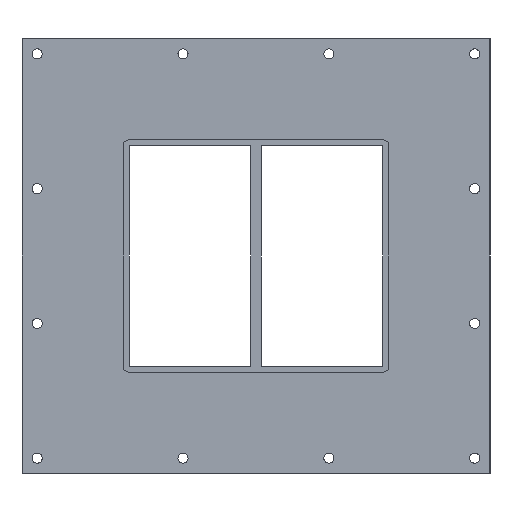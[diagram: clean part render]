
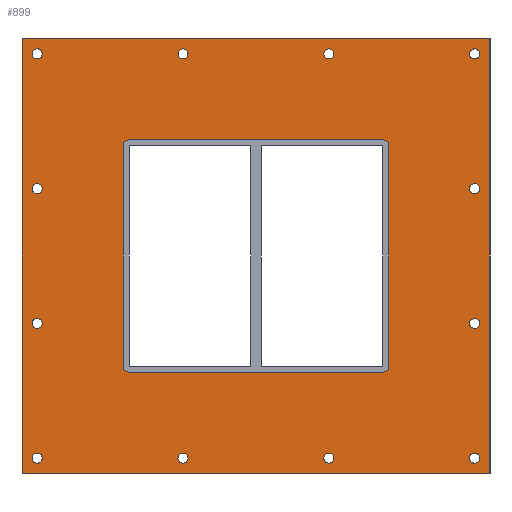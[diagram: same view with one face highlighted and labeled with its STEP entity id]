
A CAD part, front view. The second image highlights one B-rep face of the part: STEP entity #899.
In plain terms, the highlighted planar face has unit normal (0, -1, 0).
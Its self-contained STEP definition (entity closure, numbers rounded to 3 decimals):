
#84=CARTESIAN_POINT('',(-211.5,0.0,-200.));
#85=VERTEX_POINT('',#84);
#86=CARTESIAN_POINT('',(-216.5,0.0,-200.));
#87=DIRECTION('',(0.0,1.0,0.0));
#88=DIRECTION('',(1.0,0.0,0.0));
#89=AXIS2_PLACEMENT_3D('',#86,#87,#88);
#90=CIRCLE('',#89,5.0);
#91=EDGE_CURVE('',#85,#85,#90,.T.);
#112=CARTESIAN_POINT('',(221.4,0.0,-66.7));
#113=VERTEX_POINT('',#112);
#114=CARTESIAN_POINT('',(216.4,0.0,-66.7));
#115=DIRECTION('',(0.0,1.0,0.0));
#116=DIRECTION('',(1.0,0.0,0.0));
#117=AXIS2_PLACEMENT_3D('',#114,#115,#116);
#118=CIRCLE('',#117,5.0);
#119=EDGE_CURVE('',#113,#113,#118,.T.);
#140=CARTESIAN_POINT('',(-211.5,0.0,-66.7));
#141=VERTEX_POINT('',#140);
#142=CARTESIAN_POINT('',(-216.5,0.0,-66.7));
#143=DIRECTION('',(0.0,1.0,0.0));
#144=DIRECTION('',(1.0,0.0,0.0));
#145=AXIS2_PLACEMENT_3D('',#142,#143,#144);
#146=CIRCLE('',#145,5.0);
#147=EDGE_CURVE('',#141,#141,#146,.T.);
#168=CARTESIAN_POINT('',(221.4,0.0,66.6));
#169=VERTEX_POINT('',#168);
#170=CARTESIAN_POINT('',(216.4,0.0,66.6));
#171=DIRECTION('',(0.0,1.0,0.0));
#172=DIRECTION('',(1.0,0.0,0.0));
#173=AXIS2_PLACEMENT_3D('',#170,#171,#172);
#174=CIRCLE('',#173,5.0);
#175=EDGE_CURVE('',#169,#169,#174,.T.);
#196=CARTESIAN_POINT('',(-211.5,0.0,66.6));
#197=VERTEX_POINT('',#196);
#198=CARTESIAN_POINT('',(-216.5,0.0,66.6));
#199=DIRECTION('',(0.0,1.0,0.0));
#200=DIRECTION('',(1.0,0.0,0.0));
#201=AXIS2_PLACEMENT_3D('',#198,#199,#200);
#202=CIRCLE('',#201,5.0);
#203=EDGE_CURVE('',#197,#197,#202,.T.);
#224=CARTESIAN_POINT('',(-67.2,0.0,199.9));
#225=VERTEX_POINT('',#224);
#226=CARTESIAN_POINT('',(-72.2,0.0,199.9));
#227=DIRECTION('',(0.0,1.0,0.0));
#228=DIRECTION('',(1.0,0.0,0.0));
#229=AXIS2_PLACEMENT_3D('',#226,#227,#228);
#230=CIRCLE('',#229,5.0);
#231=EDGE_CURVE('',#225,#225,#230,.T.);
#252=CARTESIAN_POINT('',(-67.2,0.0,-200.));
#253=VERTEX_POINT('',#252);
#254=CARTESIAN_POINT('',(-72.2,0.0,-200.));
#255=DIRECTION('',(0.0,1.0,0.0));
#256=DIRECTION('',(1.0,0.0,0.0));
#257=AXIS2_PLACEMENT_3D('',#254,#255,#256);
#258=CIRCLE('',#257,5.0);
#259=EDGE_CURVE('',#253,#253,#258,.T.);
#280=CARTESIAN_POINT('',(77.1,0.0,199.9));
#281=VERTEX_POINT('',#280);
#282=CARTESIAN_POINT('',(72.1,0.0,199.9));
#283=DIRECTION('',(0.0,1.0,0.0));
#284=DIRECTION('',(1.0,0.0,0.0));
#285=AXIS2_PLACEMENT_3D('',#282,#283,#284);
#286=CIRCLE('',#285,5.0);
#287=EDGE_CURVE('',#281,#281,#286,.T.);
#308=CARTESIAN_POINT('',(77.1,0.0,-200.));
#309=VERTEX_POINT('',#308);
#310=CARTESIAN_POINT('',(72.1,0.0,-200.));
#311=DIRECTION('',(0.0,1.0,0.0));
#312=DIRECTION('',(1.0,0.0,0.0));
#313=AXIS2_PLACEMENT_3D('',#310,#311,#312);
#314=CIRCLE('',#313,5.0);
#315=EDGE_CURVE('',#309,#309,#314,.T.);
#336=CARTESIAN_POINT('',(221.4,0.0,-200.));
#337=VERTEX_POINT('',#336);
#338=CARTESIAN_POINT('',(216.4,0.0,-200.));
#339=DIRECTION('',(0.0,1.0,0.0));
#340=DIRECTION('',(1.0,0.0,0.0));
#341=AXIS2_PLACEMENT_3D('',#338,#339,#340);
#342=CIRCLE('',#341,5.0);
#343=EDGE_CURVE('',#337,#337,#342,.T.);
#364=CARTESIAN_POINT('',(-211.5,0.0,199.9));
#365=VERTEX_POINT('',#364);
#366=CARTESIAN_POINT('',(-216.5,0.0,199.9));
#367=DIRECTION('',(0.0,1.0,0.0));
#368=DIRECTION('',(1.0,0.0,0.0));
#369=AXIS2_PLACEMENT_3D('',#366,#367,#368);
#370=CIRCLE('',#369,5.0);
#371=EDGE_CURVE('',#365,#365,#370,.T.);
#392=CARTESIAN_POINT('',(221.4,0.0,199.9));
#393=VERTEX_POINT('',#392);
#394=CARTESIAN_POINT('',(216.4,0.0,199.9));
#395=DIRECTION('',(0.0,1.0,0.0));
#396=DIRECTION('',(1.0,0.0,0.0));
#397=AXIS2_PLACEMENT_3D('',#394,#395,#396);
#398=CIRCLE('',#397,5.0);
#399=EDGE_CURVE('',#393,#393,#398,.T.);
#754=CARTESIAN_POINT('',(0.,0.0,0.0));
#755=DIRECTION('',(0.0,1.0,0.0));
#756=DIRECTION('',(0.0,0.0,1.0));
#757=AXIS2_PLACEMENT_3D('',#754,#755,#756);
#758=PLANE('',#757);
#759=CARTESIAN_POINT('',(-231.5,0.0,215.));
#760=VERTEX_POINT('',#759);
#761=CARTESIAN_POINT('',(231.5,0.0,215.));
#762=VERTEX_POINT('',#761);
#763=CARTESIAN_POINT('',(-231.5,0.0,215.));
#764=DIRECTION('',(1.0,0.0,0.0));
#765=VECTOR('',#764,463.0);
#766=LINE('',#763,#765);
#767=EDGE_CURVE('',#760,#762,#766,.T.);
#768=ORIENTED_EDGE('',*,*,#767,.F.);
#769=CARTESIAN_POINT('',(-231.5,0.0,-215.));
#770=VERTEX_POINT('',#769);
#771=CARTESIAN_POINT('',(-231.5,0.0,-215.));
#772=DIRECTION('',(0.0,0.0,1.0));
#773=VECTOR('',#772,430.);
#774=LINE('',#771,#773);
#775=EDGE_CURVE('',#770,#760,#774,.T.);
#776=ORIENTED_EDGE('',*,*,#775,.F.);
#777=CARTESIAN_POINT('',(231.5,0.0,-215.));
#778=VERTEX_POINT('',#777);
#779=CARTESIAN_POINT('',(231.5,0.0,-215.));
#780=DIRECTION('',(-1.0,0.0,0.0));
#781=VECTOR('',#780,463.0);
#782=LINE('',#779,#781);
#783=EDGE_CURVE('',#778,#770,#782,.T.);
#784=ORIENTED_EDGE('',*,*,#783,.F.);
#785=CARTESIAN_POINT('',(231.5,0.0,215.));
#786=DIRECTION('',(0.0,0.0,-1.0));
#787=VECTOR('',#786,430.);
#788=LINE('',#785,#787);
#789=EDGE_CURVE('',#762,#778,#788,.T.);
#790=ORIENTED_EDGE('',*,*,#789,.F.);
#791=EDGE_LOOP('',(#768,#776,#784,#790));
#792=FACE_OUTER_BOUND('',#791,.T.);
#793=ORIENTED_EDGE('',*,*,#91,.T.);
#794=EDGE_LOOP('',(#793));
#795=FACE_BOUND('',#794,.T.);
#796=ORIENTED_EDGE('',*,*,#119,.T.);
#797=EDGE_LOOP('',(#796));
#798=FACE_BOUND('',#797,.T.);
#799=ORIENTED_EDGE('',*,*,#147,.T.);
#800=EDGE_LOOP('',(#799));
#801=FACE_BOUND('',#800,.T.);
#802=ORIENTED_EDGE('',*,*,#175,.T.);
#803=EDGE_LOOP('',(#802));
#804=FACE_BOUND('',#803,.T.);
#805=ORIENTED_EDGE('',*,*,#203,.T.);
#806=EDGE_LOOP('',(#805));
#807=FACE_BOUND('',#806,.T.);
#808=ORIENTED_EDGE('',*,*,#231,.T.);
#809=EDGE_LOOP('',(#808));
#810=FACE_BOUND('',#809,.T.);
#811=ORIENTED_EDGE('',*,*,#259,.T.);
#812=EDGE_LOOP('',(#811));
#813=FACE_BOUND('',#812,.T.);
#814=ORIENTED_EDGE('',*,*,#287,.T.);
#815=EDGE_LOOP('',(#814));
#816=FACE_BOUND('',#815,.T.);
#817=ORIENTED_EDGE('',*,*,#315,.T.);
#818=EDGE_LOOP('',(#817));
#819=FACE_BOUND('',#818,.T.);
#820=ORIENTED_EDGE('',*,*,#343,.T.);
#821=EDGE_LOOP('',(#820));
#822=FACE_BOUND('',#821,.T.);
#823=ORIENTED_EDGE('',*,*,#371,.T.);
#824=EDGE_LOOP('',(#823));
#825=FACE_BOUND('',#824,.T.);
#826=ORIENTED_EDGE('',*,*,#399,.T.);
#827=EDGE_LOOP('',(#826));
#828=FACE_BOUND('',#827,.T.);
#829=CARTESIAN_POINT('',(-131.5,0.0,-109.));
#830=VERTEX_POINT('',#829);
#831=CARTESIAN_POINT('',(-125.5,0.0,-115.0));
#832=VERTEX_POINT('',#831);
#833=CARTESIAN_POINT('',(-125.5,0.0,-109.));
#834=DIRECTION('',(0.0,-1.0,0.0));
#835=DIRECTION('',(-0.707,0.0,-0.707));
#836=AXIS2_PLACEMENT_3D('',#833,#834,#835);
#837=CIRCLE('',#836,6.);
#838=EDGE_CURVE('',#830,#832,#837,.T.);
#839=ORIENTED_EDGE('',*,*,#838,.F.);
#840=CARTESIAN_POINT('',(-131.5,0.0,109.));
#841=VERTEX_POINT('',#840);
#842=CARTESIAN_POINT('',(-131.5,0.0,109.0));
#843=DIRECTION('',(0.0,0.0,-1.0));
#844=VECTOR('',#843,218.0);
#845=LINE('',#842,#844);
#846=EDGE_CURVE('',#841,#830,#845,.T.);
#847=ORIENTED_EDGE('',*,*,#846,.F.);
#848=CARTESIAN_POINT('',(-125.5,0.0,115.0));
#849=VERTEX_POINT('',#848);
#850=CARTESIAN_POINT('',(-125.5,0.0,109.));
#851=DIRECTION('',(0.0,-1.0,0.0));
#852=DIRECTION('',(-0.707,0.0,0.707));
#853=AXIS2_PLACEMENT_3D('',#850,#851,#852);
#854=CIRCLE('',#853,6.);
#855=EDGE_CURVE('',#849,#841,#854,.T.);
#856=ORIENTED_EDGE('',*,*,#855,.F.);
#857=CARTESIAN_POINT('',(125.5,0.0,115.0));
#858=VERTEX_POINT('',#857);
#859=CARTESIAN_POINT('',(125.5,0.0,115.0));
#860=DIRECTION('',(-1.0,0.0,0.0));
#861=VECTOR('',#860,251.0);
#862=LINE('',#859,#861);
#863=EDGE_CURVE('',#858,#849,#862,.T.);
#864=ORIENTED_EDGE('',*,*,#863,.F.);
#865=CARTESIAN_POINT('',(131.5,0.0,109.0));
#866=VERTEX_POINT('',#865);
#867=CARTESIAN_POINT('',(125.5,0.0,109.0));
#868=DIRECTION('',(0.0,-1.0,0.0));
#869=DIRECTION('',(0.707,0.0,0.707));
#870=AXIS2_PLACEMENT_3D('',#867,#868,#869);
#871=CIRCLE('',#870,6.);
#872=EDGE_CURVE('',#866,#858,#871,.T.);
#873=ORIENTED_EDGE('',*,*,#872,.F.);
#874=CARTESIAN_POINT('',(131.5,0.0,-109.));
#875=VERTEX_POINT('',#874);
#876=CARTESIAN_POINT('',(131.5,0.0,-109.0));
#877=DIRECTION('',(0.0,0.0,1.0));
#878=VECTOR('',#877,218.0);
#879=LINE('',#876,#878);
#880=EDGE_CURVE('',#875,#866,#879,.T.);
#881=ORIENTED_EDGE('',*,*,#880,.F.);
#882=CARTESIAN_POINT('',(125.5,0.0,-115.0));
#883=VERTEX_POINT('',#882);
#884=CARTESIAN_POINT('',(125.5,0.0,-109.));
#885=DIRECTION('',(0.0,-1.0,0.0));
#886=DIRECTION('',(0.707,0.0,-0.707));
#887=AXIS2_PLACEMENT_3D('',#884,#885,#886);
#888=CIRCLE('',#887,6.);
#889=EDGE_CURVE('',#883,#875,#888,.T.);
#890=ORIENTED_EDGE('',*,*,#889,.F.);
#891=CARTESIAN_POINT('',(-125.5,0.0,-115.0));
#892=DIRECTION('',(1.0,0.0,0.0));
#893=VECTOR('',#892,251.0);
#894=LINE('',#891,#893);
#895=EDGE_CURVE('',#832,#883,#894,.T.);
#896=ORIENTED_EDGE('',*,*,#895,.F.);
#897=EDGE_LOOP('',(#839,#847,#856,#864,#873,#881,#890,#896));
#898=FACE_BOUND('',#897,.T.);
#899=ADVANCED_FACE('',(#792,#795,#798,#801,#804,#807,#810,#813,#816,#819,#822,#825,#828,#898),#758,.F.);
